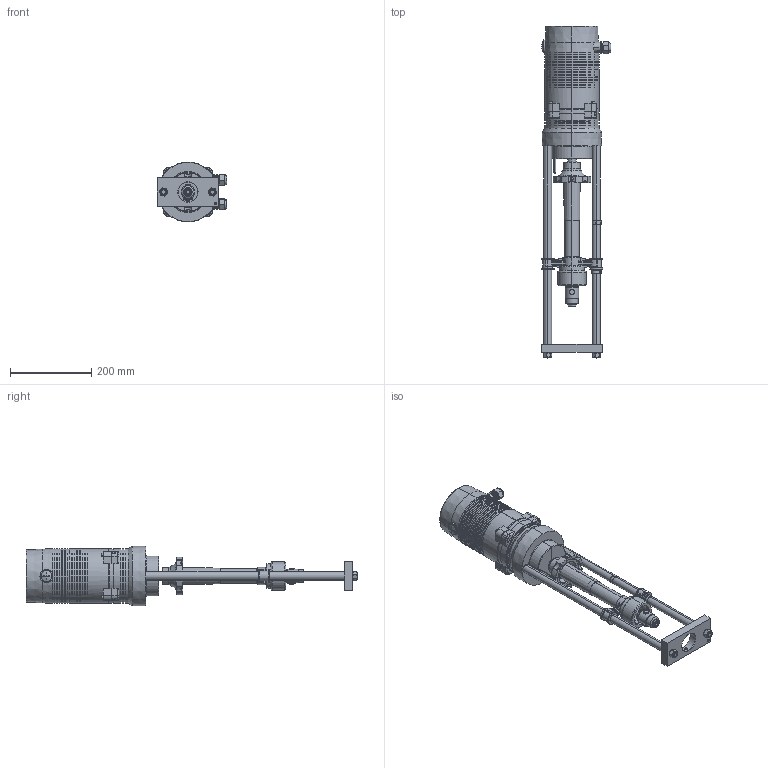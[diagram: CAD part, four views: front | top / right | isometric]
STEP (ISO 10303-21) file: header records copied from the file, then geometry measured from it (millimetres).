
FILE_DESCRIPTION (( 'STEP AP214' ), '1' );
FILE_NAME ('MC_1003_DN250-300_Hub80_D-36929.STEP', '2014-11-27T08:44:49', ( '' ), ( '' ), 'SwSTEP 2.0', 'SolidWorks 2012', '' );
FILE_SCHEMA (( 'AUTOMOTIVE_DESIGN' ));
Length unit declared in the file: millimetre
Products named in the file (23): hex thin nut chamfered gradeab_din_Hexagon Thin Nut ISO 4035 - M12 - N; Drehsicherung_80_MC1000-MC1500_B-10412_b; 竇絽res_Schutzrohr_110_E-61588__108039; Rundsäule_488mm_M12-M16_E-70269__111355; Traverse_Aufnahme_ø48-120_E-67447__111239; Verbindungsmuffe_M10_MC1503__E-70263__111351; Klemmring Ø20+1; lock washer for shafts_din_Lock washer DIN 6799 - 12; Bolzen_E-46216__105071; Verbindungsstück_20,8-M16x1,5_E-78811; Führungshülse_ø20_E-46218__103900; slotted cheese head screw_din_ISO 1207 - M5 x 30 --- 30N; prevailing torque nut style 1-2_din_DIN EN ISO 7719 - M12 - N; 101426; C_23362_Hand rad; MC 500_Oberkörper_16 09 09; Motorträger 134,7 x 135 x 9,6; B-10247_Getriebegehäuse; B-10248_Gehäuse 1; Elektro PG Verschraubung_gr; MC400 DN 65-DN100 D-36915_16 09 09_f〉 Photoviewer; MC 1003 F黵 BR300_Dn65-DN100_hub 30-50_16 09 09; MC_1003_DN250-300_Hub80_D-36929
Assembly tree (31 placements, depth 3):
  MC_1003_DN250-300_Hub80_D-36929
    MC 1003 F黵 BR300_Dn65-DN100_hub 30-50_16 09 09
    MC 500_Oberkörper_16 09 09
      MC400 DN 65-DN100 D-36915_16 09 09_f〉 Photoviewer
      Elektro PG Verschraubung_gr  x2
      B-10248_Gehäuse 1
      B-10247_Getriebegehäuse
      Motorträger 134,7 x 135 x 9,6
    C_23362_Hand rad
    101426  x2
    prevailing torque nut style 1-2_din_DIN EN ISO 7719 - M12 - N  x2
    slotted cheese head screw_din_ISO 1207 - M5 x 30 --- 30N  x4
    Führungshülse_ø20_E-46218__103900  x2
    Verbindungsstück_20,8-M16x1,5_E-78811
    Bolzen_E-46216__105071
    lock washer for shafts_din_Lock washer DIN 6799 - 12
    Klemmring Ø20+1  x2
    Verbindungsmuffe_M10_MC1503__E-70263__111351
    Traverse_Aufnahme_ø48-120_E-67447__111239
    Rundsäule_488mm_M12-M16_E-70269__111355  x2
    竇絽res_Schutzrohr_110_E-61588__108039
    Drehsicherung_80_MC1000-MC1500_B-10412_b
    hex thin nut chamfered gradeab_din_Hexagon Thin Nut ISO 4035 - M12 - N
Bounding box: 172 x 817.22 x 147.17 mm (x, y, z)
Volume: 6891381.9 mm3; surface area: 611032.6 mm2
Topology: 30 solids, 30 shells, 1454 faces, 3420 edges, 2060 vertices
Faces by surface type: cylinder 446, plane 369, cone 293, torus 183, bspline 132, sphere 31
Entity records: 43737 total; most frequent: CARTESIAN_POINT 13915, DIRECTION 5757, ORIENTED_EDGE 5620, EDGE_CURVE 2810, AXIS2_PLACEMENT_3D 2415, VERTEX_POINT 1701, EDGE_LOOP 1325, CIRCLE 1299
